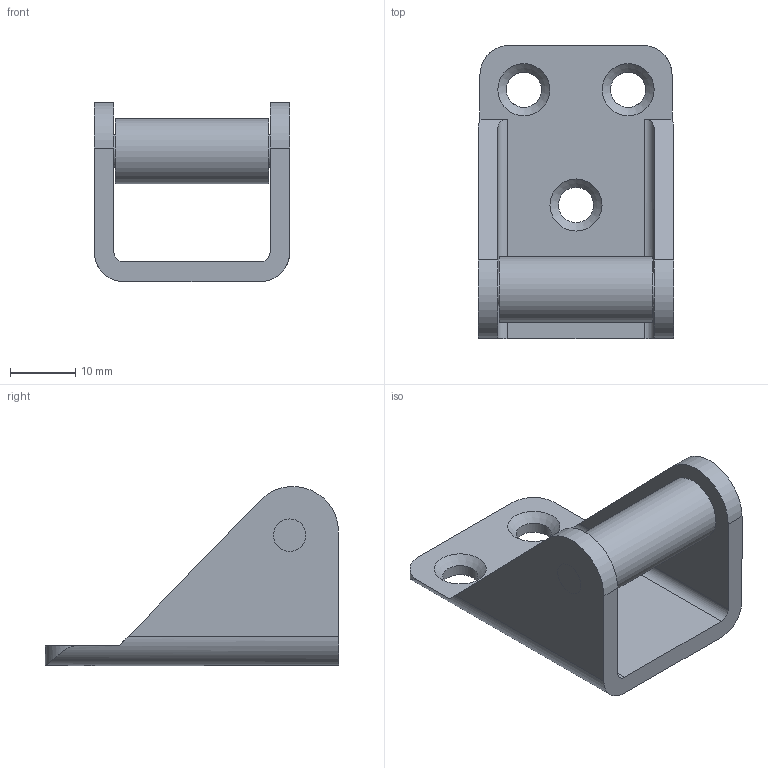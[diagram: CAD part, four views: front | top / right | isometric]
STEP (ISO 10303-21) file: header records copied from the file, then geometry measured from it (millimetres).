
FILE_DESCRIPTION (( 'STEP AP203' ), '1' );
FILE_NAME ('3838-RK.STEP', '2021-11-26T11:57:51', ( '' ), ( '' ), 'SwSTEP 2.0', 'SolidWorks 2018', '' );
FILE_SCHEMA (( 'CONFIG_CONTROL_DESIGN' ));
Length unit declared in the file: millimetre
Products named in the file (2): 3838-RK
Bounding box: 30 x 45 x 27.49 mm (x, y, z)
Volume: 8425.9 mm3; surface area: 6183.6 mm2
Topology: 2 solids, 2 shells, 300 faces, 817 edges, 545 vertices
Faces by surface type: plane 146, bspline 135, cylinder 16, cone 3
Full cylindrical faces by diameter (mm): 5 x4, 5.4 x3, 10 x1
Entity records: 15718 total; most frequent: CARTESIAN_POINT 8960, ORIENTED_EDGE 1600, DIRECTION 887, EDGE_CURVE 800, VERTEX_POINT 539, LINE 491, VECTOR 491, EDGE_LOOP 345
